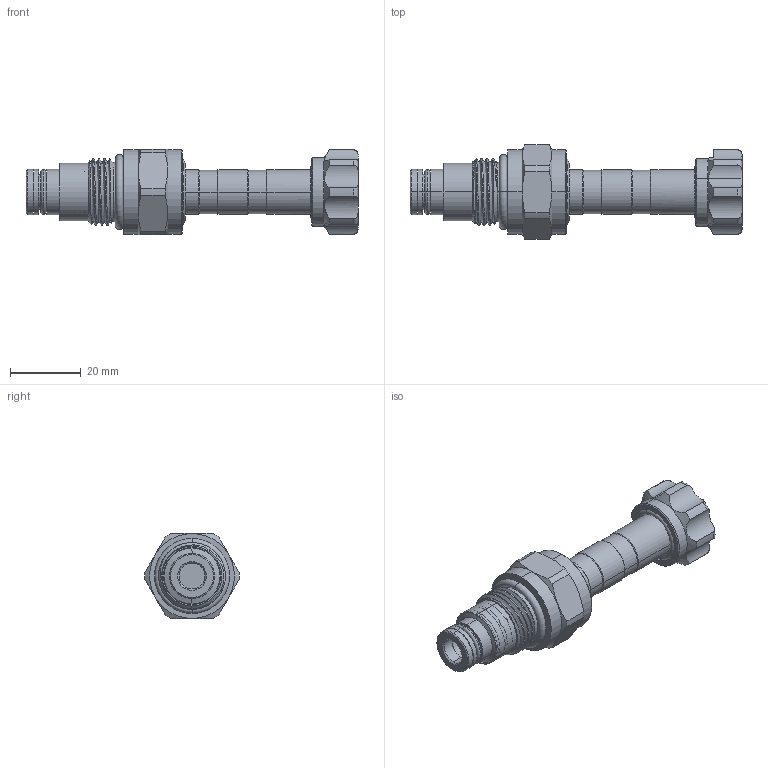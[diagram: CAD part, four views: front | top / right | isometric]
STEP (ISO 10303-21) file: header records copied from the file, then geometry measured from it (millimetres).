
FILE_DESCRIPTION (( 'STEP AP203' ), '1' );
FILE_NAME ('EP08W2A08N05.STEP', '2020-03-31T08:59:10', ( '' ), ( '' ), 'SwSTEP 2.0', 'SolidWorks 2018', '' );
FILE_SCHEMA (( 'CONFIG_CONTROL_DESIGN' ));
Length unit declared in the file: millimetre
Products named in the file (1): EP08W2A08N05
Bounding box: 93.55 x 26.66 x 24 mm (x, y, z)
Volume: 21645.8 mm3; surface area: 8872 mm2
Topology: 3 solids, 3 shells, 222 faces, 565 edges, 360 vertices
Faces by surface type: cylinder 124, plane 42, cone 32, torus 20, bspline 4
Entity records: 10444 total; most frequent: CARTESIAN_POINT 5113, ORIENTED_EDGE 1130, DIRECTION 1089, EDGE_CURVE 565, AXIS2_PLACEMENT_3D 455, VERTEX_POINT 360, EDGE_LOOP 239, CIRCLE 236
